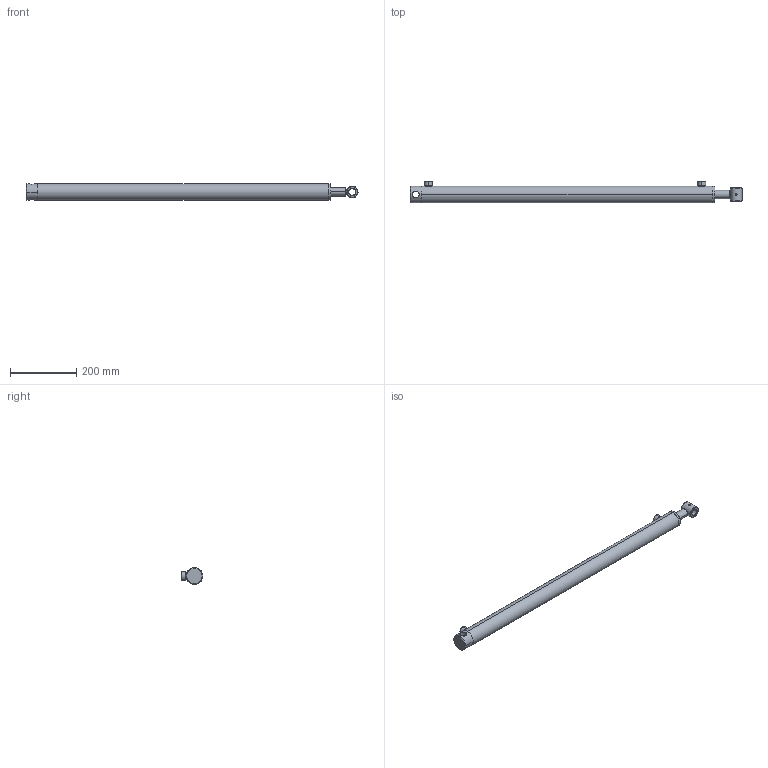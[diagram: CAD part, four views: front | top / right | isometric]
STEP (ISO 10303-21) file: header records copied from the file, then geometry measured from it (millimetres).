
FILE_DESCRIPTION (( 'STEP AP203' ), '1' );
FILE_NAME ('701-800.STEP', '2014-12-11T06:46:51', ( '' ), ( '' ), 'SwSTEP 2.0', 'SolidWorks 2015', '' );
FILE_SCHEMA (( 'CONFIG_CONTROL_DESIGN' ));
Length unit declared in the file: millimetre
Products named in the file (8): Rohr^701-800; P701^701-800; Stange^701-800; Boden^701-800; AL38; ET701; D701^701-800; 701-800
Assembly tree (8 placements, depth 2):
  701-800
    Rohr^701-800
    Stange^701-800
    AL38  x2
    D701^701-800
    P701^701-800
    Boden^701-800
    ET701
Bounding box: 1005 x 65 x 50 mm (x, y, z)
Volume: 1224121.4 mm3; surface area: 368702.5 mm2
Topology: 8 solids, 8 shells, 113 faces, 235 edges, 142 vertices
Faces by surface type: cylinder 50, cone 36, plane 21, torus 6
Entity records: 4223 total; most frequent: CARTESIAN_POINT 1145, DIRECTION 515, ORIENTED_EDGE 414, AXIS2_PLACEMENT_3D 220, EDGE_CURVE 207, VERTEX_POINT 126, EDGE_LOOP 123, CIRCLE 110
